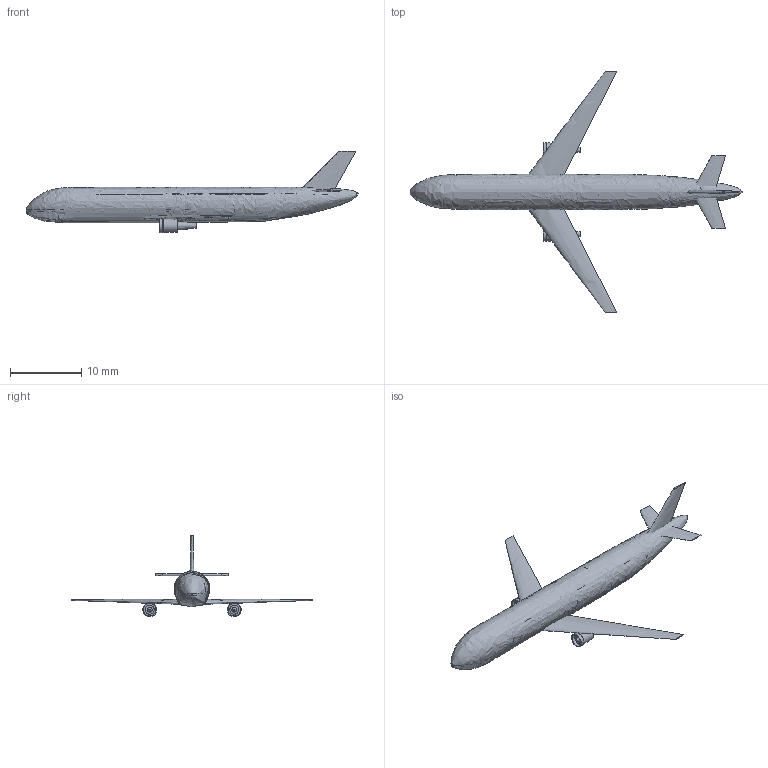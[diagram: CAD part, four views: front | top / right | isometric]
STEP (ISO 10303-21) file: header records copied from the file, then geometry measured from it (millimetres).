
FILE_DESCRIPTION(('Open CASCADE Model'),'2;1');
FILE_NAME('Open CASCADE Shape Model','2021-05-31T00:35:40',('Author'),( 'Open CASCADE'),'ParaPy 1.7.0 - Open CASCADE STEP processor 7.3', 'ParaPy 1.7.0 - Open CASCADE 7.3','Unknown');
FILE_SCHEMA(('AUTOMOTIVE_DESIGN { 1 0 10303 214 1 1 1 1 }'));
Length unit declared in the file: millimetre
Products named in the file (26): spinner; fan; core; nozzle; bypass; fuselage_subtracted; floor_cut; ceiling_cut; right_wing_surface; cg_front; cg_rear; fuselage_lofted_solid_outer; tank
Bounding box: 46.48 x 33.85 x 11.4 mm (x, y, z)
Volume: 956 mm3; surface area: 3237.2 mm2
Topology: 17 solids, 23 shells, 69 faces, 117 edges, 70 vertices
Faces by surface type: plane 31, cone 12, bspline 10, sphere 9, cylinder 7
Full cylindrical faces by diameter (mm): 1.167 x3, 1.228 x2, 1.763 x2
Entity records: 17276 total; most frequent: CARTESIAN_POINT 14679, DIRECTION 388, ORIENTED_EDGE 180, PCURVE 180, DEFINITIONAL_REPRESENTATION 180, LINE 158, VECTOR 158, AXIS2_PLACEMENT_3D 103
